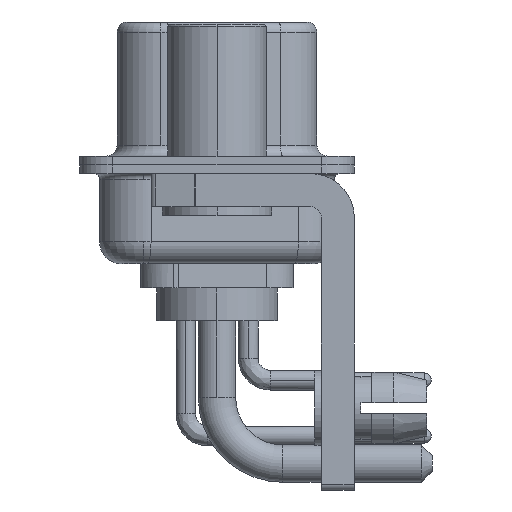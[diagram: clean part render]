
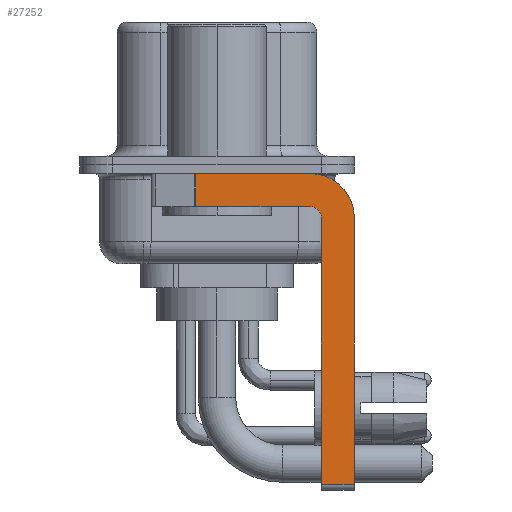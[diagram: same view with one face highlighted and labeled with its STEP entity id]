
A CAD part, left-side view. The second image highlights one B-rep face of the part: STEP entity #27252.
In plain terms, the highlighted planar face has unit normal (-1, 0, 0).
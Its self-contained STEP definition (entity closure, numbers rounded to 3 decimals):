
#19 = VECTOR ( 'NONE', #14931, 1000. ) ;
#162 = ORIENTED_EDGE ( 'NONE', *, *, #12280, .T. ) ;
#186 = LINE ( 'NONE', #4162, #7206 ) ;
#264 = LINE ( 'NONE', #2670, #885 ) ;
#885 = VECTOR ( 'NONE', #26622, 1000. ) ;
#1298 = VERTEX_POINT ( 'NONE', #18974 ) ;
#1440 = ORIENTED_EDGE ( 'NONE', *, *, #13652, .F. ) ;
#2670 = CARTESIAN_POINT ( 'NONE',  ( -2.9, -4.25, -1.9 ) ) ;
#2982 = CARTESIAN_POINT ( 'NONE',  ( -2.9, 0.978, -0.4 ) ) ;
#3794 = CARTESIAN_POINT ( 'NONE',  ( -2.9, -6.25, -2.4 ) ) ;
#3809 = DIRECTION ( 'NONE',  ( 0., 0., -1. ) ) ;
#4162 = CARTESIAN_POINT ( 'NONE',  ( -2.9, 0.978, -1.9 ) ) ;
#4287 = EDGE_CURVE ( 'NONE', #27041, #24073, #6147, .T. ) ;
#4307 = CARTESIAN_POINT ( 'NONE',  ( -2.9, -4.75, -14.8 ) ) ;
#5861 = VECTOR ( 'NONE', #25985, 1000. ) ;
#5888 = CIRCLE ( 'NONE', #6803, 0.5 ) ;
#5925 = AXIS2_PLACEMENT_3D ( 'NONE', #16990, #6224, #27909 ) ;
#6147 = LINE ( 'NONE', #6573, #5861 ) ;
#6224 = DIRECTION ( 'NONE',  ( 1., 0., 0. ) ) ;
#6573 = CARTESIAN_POINT ( 'NONE',  ( -2.9, 3., -0.4 ) ) ;
#6803 = AXIS2_PLACEMENT_3D ( 'NONE', #8110, #23274, #22606 ) ;
#7095 = ORIENTED_EDGE ( 'NONE', *, *, #19467, .F. ) ;
#7206 = VECTOR ( 'NONE', #10823, 1000. ) ;
#7294 = ORIENTED_EDGE ( 'NONE', *, *, #15833, .T. ) ;
#8110 = CARTESIAN_POINT ( 'NONE',  ( -2.9, -4.25, -2.4 ) ) ;
#8342 = VERTEX_POINT ( 'NONE', #24530 ) ;
#8586 = ORIENTED_EDGE ( 'NONE', *, *, #4287, .F. ) ;
#9596 = VECTOR ( 'NONE', #22021, 1000. ) ;
#10222 = VERTEX_POINT ( 'NONE', #3794 ) ;
#10823 = DIRECTION ( 'NONE',  ( 0., 0., -1. ) ) ;
#10845 = LINE ( 'NONE', #27996, #22234 ) ;
#11997 = CIRCLE ( 'NONE', #21477, 2. ) ;
#12280 = EDGE_CURVE ( 'NONE', #27041, #8342, #186, .T. ) ;
#13380 = CARTESIAN_POINT ( 'NONE',  ( -2.9, -6.25, -2.4 ) ) ;
#13652 = EDGE_CURVE ( 'NONE', #17139, #1298, #15347, .T. ) ;
#13791 = VERTEX_POINT ( 'NONE', #22007 ) ;
#14757 = VERTEX_POINT ( 'NONE', #16125 ) ;
#14863 = CARTESIAN_POINT ( 'NONE',  ( -2.9, -4.25, -0.4 ) ) ;
#14931 = DIRECTION ( 'NONE',  ( 0., 0., 1. ) ) ;
#15347 = LINE ( 'NONE', #4307, #19 ) ;
#15833 = EDGE_CURVE ( 'NONE', #17139, #14757, #10845, .T. ) ;
#16125 = CARTESIAN_POINT ( 'NONE',  ( -2.9, -6.25, -14.55 ) ) ;
#16990 = CARTESIAN_POINT ( 'NONE',  ( -2.9, -4.25, -2.4 ) ) ;
#17139 = VERTEX_POINT ( 'NONE', #25455 ) ;
#17873 = DIRECTION ( 'NONE',  ( 0., -1., 0. ) ) ;
#18683 = DIRECTION ( 'NONE',  ( 1., 0., 0. ) ) ;
#18819 = CARTESIAN_POINT ( 'NONE',  ( -2.9, -4.25, -2.4 ) ) ;
#18974 = CARTESIAN_POINT ( 'NONE',  ( -2.9, -4.75, -2.4 ) ) ;
#19467 = EDGE_CURVE ( 'NONE', #24073, #10222, #11997, .T. ) ;
#20803 = EDGE_LOOP ( 'NONE', ( #8586, #162, #26254, #23782, #1440, #7294, #22922, #7095 ) ) ;
#21477 = AXIS2_PLACEMENT_3D ( 'NONE', #18819, #18683, #3809 ) ;
#22007 = CARTESIAN_POINT ( 'NONE',  ( -2.9, -4.25, -1.9 ) ) ;
#22021 = DIRECTION ( 'NONE',  ( 0., 0., -1. ) ) ;
#22149 = LINE ( 'NONE', #13380, #9596 ) ;
#22234 = VECTOR ( 'NONE', #17873, 1000. ) ;
#22606 = DIRECTION ( 'NONE',  ( 0., 0., 1. ) ) ;
#22922 = ORIENTED_EDGE ( 'NONE', *, *, #26333, .F. ) ;
#23274 = DIRECTION ( 'NONE',  ( -1., 0., 0. ) ) ;
#23782 = ORIENTED_EDGE ( 'NONE', *, *, #24816, .F. ) ;
#24073 = VERTEX_POINT ( 'NONE', #14863 ) ;
#24074 = PLANE ( 'NONE',  #5925 ) ;
#24097 = EDGE_CURVE ( 'NONE', #13791, #8342, #264, .T. ) ;
#24530 = CARTESIAN_POINT ( 'NONE',  ( -2.9, 0.978, -1.9 ) ) ;
#24816 = EDGE_CURVE ( 'NONE', #1298, #13791, #5888, .T. ) ;
#25455 = CARTESIAN_POINT ( 'NONE',  ( -2.9, -4.75, -14.55 ) ) ;
#25985 = DIRECTION ( 'NONE',  ( 0., -1., 0. ) ) ;
#26198 = FACE_OUTER_BOUND ( 'NONE', #20803, .T. ) ;
#26254 = ORIENTED_EDGE ( 'NONE', *, *, #24097, .F. ) ;
#26333 = EDGE_CURVE ( 'NONE', #10222, #14757, #22149, .T. ) ;
#26622 = DIRECTION ( 'NONE',  ( 0., 1., 0. ) ) ;
#27041 = VERTEX_POINT ( 'NONE', #2982 ) ;
#27252 = ADVANCED_FACE ( 'NONE', ( #26198 ), #24074, .F. ) ;
#27909 = DIRECTION ( 'NONE',  ( 0., 0., -1. ) ) ;
#27996 = CARTESIAN_POINT ( 'NONE',  ( -2.9, -4.25, -14.55 ) ) ;
